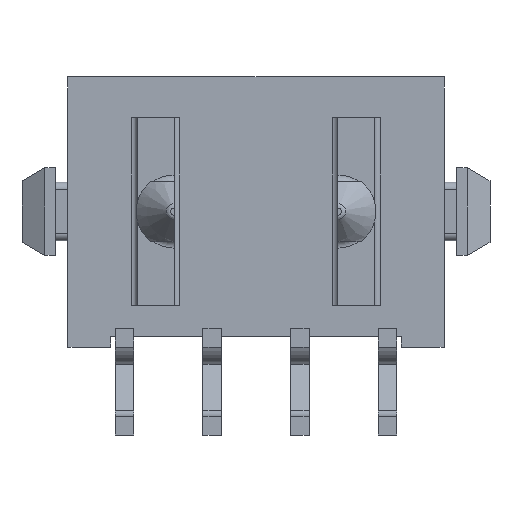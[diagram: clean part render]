
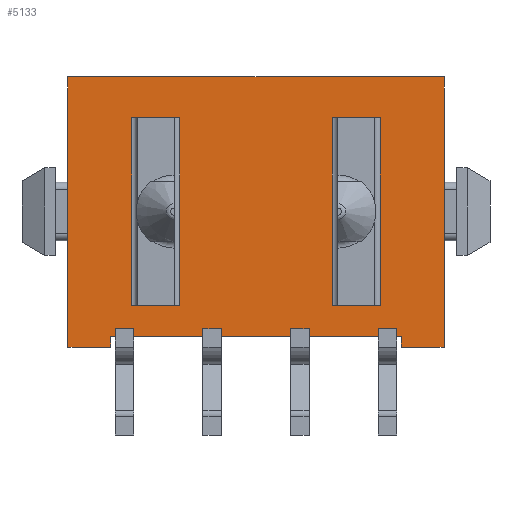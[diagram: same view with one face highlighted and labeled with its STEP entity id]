
A CAD part, front view. The second image highlights one B-rep face of the part: STEP entity #5133.
In plain terms, the highlighted planar face has unit normal (0, -1, 0).
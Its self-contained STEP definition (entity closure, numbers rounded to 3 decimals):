
#158=DIRECTION('',(-1.,0.,0.));
#159=VECTOR('',#158,12.86);
#160=CARTESIAN_POINT('',(6.43,-3.43,0.));
#161=LINE('',#160,#159);
#916=DIRECTION('',(0.,0.,-1.));
#917=VECTOR('',#916,6.4);
#918=CARTESIAN_POINT('',(-4.25,-3.43,-1.4));
#919=LINE('',#918,#917);
#920=DIRECTION('',(0.,0.,1.));
#921=VECTOR('',#920,6.4);
#922=CARTESIAN_POINT('',(-2.6,-3.43,-7.8));
#923=LINE('',#922,#921);
#924=DIRECTION('',(0.,0.,-1.));
#925=VECTOR('',#924,6.4);
#926=CARTESIAN_POINT('',(2.6,-3.43,-1.4));
#927=LINE('',#926,#925);
#928=DIRECTION('',(0.,0.,1.));
#929=VECTOR('',#928,6.4);
#930=CARTESIAN_POINT('',(4.25,-3.43,-7.8));
#931=LINE('',#930,#929);
#932=DIRECTION('',(0.,0.,1.));
#933=VECTOR('',#932,0.045);
#934=CARTESIAN_POINT('',(-4.18,-3.43,-8.87));
#935=LINE('',#934,#933);
#936=DIRECTION('',(-1.,0.,0.));
#937=VECTOR('',#936,0.64);
#938=CARTESIAN_POINT('',(-4.18,-3.43,-8.825));
#939=LINE('',#938,#937);
#940=DIRECTION('',(0.,0.,1.));
#941=VECTOR('',#940,0.045);
#942=CARTESIAN_POINT('',(-4.82,-3.43,-8.87));
#943=LINE('',#942,#941);
#944=DIRECTION('',(1.,0.,0.));
#945=VECTOR('',#944,0.145);
#946=CARTESIAN_POINT('',(-4.965,-3.43,-8.87));
#947=LINE('',#946,#945);
#948=DIRECTION('',(0.,0.,1.));
#949=VECTOR('',#948,0.37);
#950=CARTESIAN_POINT('',(-4.965,-3.43,-9.24));
#951=LINE('',#950,#949);
#952=DIRECTION('',(0.,0.,1.));
#953=VECTOR('',#952,9.24);
#954=CARTESIAN_POINT('',(-6.43,-3.43,-9.24));
#955=LINE('',#954,#953);
#956=DIRECTION('',(0.,0.,-1.));
#957=VECTOR('',#956,9.24);
#958=CARTESIAN_POINT('',(6.43,-3.43,0.));
#959=LINE('',#958,#957);
#960=DIRECTION('',(0.,0.,1.));
#961=VECTOR('',#960,0.37);
#962=CARTESIAN_POINT('',(4.965,-3.43,-9.24));
#963=LINE('',#962,#961);
#964=DIRECTION('',(1.,0.,0.));
#965=VECTOR('',#964,0.145);
#966=CARTESIAN_POINT('',(4.82,-3.43,-8.87));
#967=LINE('',#966,#965);
#968=DIRECTION('',(0.,0.,-1.));
#969=VECTOR('',#968,0.045);
#970=CARTESIAN_POINT('',(4.82,-3.43,-8.825));
#971=LINE('',#970,#969);
#972=DIRECTION('',(-1.,0.,0.));
#973=VECTOR('',#972,0.64);
#974=CARTESIAN_POINT('',(4.82,-3.43,-8.825));
#975=LINE('',#974,#973);
#976=DIRECTION('',(0.,0.,-1.));
#977=VECTOR('',#976,0.045);
#978=CARTESIAN_POINT('',(4.18,-3.43,-8.825));
#979=LINE('',#978,#977);
#980=DIRECTION('',(1.,0.,0.));
#981=VECTOR('',#980,2.36);
#982=CARTESIAN_POINT('',(1.82,-3.43,-8.87));
#983=LINE('',#982,#981);
#984=DIRECTION('',(0.,0.,1.));
#985=VECTOR('',#984,0.045);
#986=CARTESIAN_POINT('',(1.82,-3.43,-8.87));
#987=LINE('',#986,#985);
#988=DIRECTION('',(-1.,0.,0.));
#989=VECTOR('',#988,0.64);
#990=CARTESIAN_POINT('',(1.82,-3.43,-8.825));
#991=LINE('',#990,#989);
#992=DIRECTION('',(0.,0.,1.));
#993=VECTOR('',#992,0.045);
#994=CARTESIAN_POINT('',(1.18,-3.43,-8.87));
#995=LINE('',#994,#993);
#996=DIRECTION('',(1.,0.,0.));
#997=VECTOR('',#996,2.36);
#998=CARTESIAN_POINT('',(-1.18,-3.43,-8.87));
#999=LINE('',#998,#997);
#1000=DIRECTION('',(0.,0.,1.));
#1001=VECTOR('',#1000,0.045);
#1002=CARTESIAN_POINT('',(-1.18,-3.43,-8.87));
#1003=LINE('',#1002,#1001);
#1004=DIRECTION('',(-1.,0.,0.));
#1005=VECTOR('',#1004,0.64);
#1006=CARTESIAN_POINT('',(-1.18,-3.43,-8.825));
#1007=LINE('',#1006,#1005);
#1008=DIRECTION('',(0.,0.,1.));
#1009=VECTOR('',#1008,0.045);
#1010=CARTESIAN_POINT('',(-1.82,-3.43,-8.87));
#1011=LINE('',#1010,#1009);
#1012=DIRECTION('',(1.,0.,0.));
#1013=VECTOR('',#1012,2.36);
#1014=CARTESIAN_POINT('',(-4.18,-3.43,-8.87));
#1015=LINE('',#1014,#1013);
#1026=DIRECTION('',(1.,0.,0.));
#1027=VECTOR('',#1026,1.65);
#1028=CARTESIAN_POINT('',(-4.25,-3.43,-1.4));
#1029=LINE('',#1028,#1027);
#1366=DIRECTION('',(-1.,0.,0.));
#1367=VECTOR('',#1366,1.65);
#1368=CARTESIAN_POINT('',(4.25,-3.43,-7.8));
#1369=LINE('',#1368,#1367);
#1384=DIRECTION('',(1.,0.,0.));
#1385=VECTOR('',#1384,1.65);
#1386=CARTESIAN_POINT('',(2.6,-3.43,-1.4));
#1387=LINE('',#1386,#1385);
#1420=DIRECTION('',(-1.,0.,0.));
#1421=VECTOR('',#1420,1.65);
#1422=CARTESIAN_POINT('',(-2.6,-3.43,-7.8));
#1423=LINE('',#1422,#1421);
#2870=DIRECTION('',(-1.,0.,0.));
#2871=VECTOR('',#2870,1.465);
#2872=CARTESIAN_POINT('',(-4.965,-3.43,-9.24));
#2873=LINE('',#2872,#2871);
#2894=DIRECTION('',(-1.,0.,0.));
#2895=VECTOR('',#2894,1.465);
#2896=CARTESIAN_POINT('',(6.43,-3.43,-9.24));
#2897=LINE('',#2896,#2895);
#3342=CARTESIAN_POINT('',(6.43,-3.43,0.));
#3343=CARTESIAN_POINT('',(-6.43,-3.43,0.));
#3344=VERTEX_POINT('',#3342);
#3345=VERTEX_POINT('',#3343);
#3546=CARTESIAN_POINT('',(-6.43,-3.43,-9.24));
#3548=VERTEX_POINT('',#3546);
#3551=CARTESIAN_POINT('',(6.43,-3.43,-9.24));
#3553=VERTEX_POINT('',#3551);
#3594=CARTESIAN_POINT('',(4.82,-3.43,-8.825));
#3595=CARTESIAN_POINT('',(4.82,-3.43,-8.87));
#3596=VERTEX_POINT('',#3594);
#3597=VERTEX_POINT('',#3595);
#3598=CARTESIAN_POINT('',(4.18,-3.43,-8.825));
#3599=CARTESIAN_POINT('',(4.18,-3.43,-8.87));
#3600=VERTEX_POINT('',#3598);
#3601=VERTEX_POINT('',#3599);
#3782=CARTESIAN_POINT('',(-4.25,-3.43,-1.4));
#3783=CARTESIAN_POINT('',(-4.25,-3.43,-7.8));
#3784=VERTEX_POINT('',#3782);
#3785=VERTEX_POINT('',#3783);
#3790=CARTESIAN_POINT('',(2.6,-3.43,-1.4));
#3791=CARTESIAN_POINT('',(2.6,-3.43,-7.8));
#3792=VERTEX_POINT('',#3790);
#3793=VERTEX_POINT('',#3791);
#3798=CARTESIAN_POINT('',(4.25,-3.43,-7.8));
#3799=CARTESIAN_POINT('',(4.25,-3.43,-1.4));
#3800=VERTEX_POINT('',#3798);
#3801=VERTEX_POINT('',#3799);
#3806=CARTESIAN_POINT('',(-2.6,-3.43,-7.8));
#3807=CARTESIAN_POINT('',(-2.6,-3.43,-1.4));
#3808=VERTEX_POINT('',#3806);
#3809=VERTEX_POINT('',#3807);
#3926=CARTESIAN_POINT('',(-4.965,-3.43,-9.24));
#3927=CARTESIAN_POINT('',(-4.965,-3.43,-8.87));
#3928=VERTEX_POINT('',#3926);
#3929=VERTEX_POINT('',#3927);
#3930=CARTESIAN_POINT('',(4.965,-3.43,-9.24));
#3931=CARTESIAN_POINT('',(4.965,-3.43,-8.87));
#3932=VERTEX_POINT('',#3930);
#3933=VERTEX_POINT('',#3931);
#4050=CARTESIAN_POINT('',(1.82,-3.43,-8.87));
#4051=CARTESIAN_POINT('',(1.82,-3.43,-8.825));
#4052=VERTEX_POINT('',#4050);
#4053=VERTEX_POINT('',#4051);
#4054=CARTESIAN_POINT('',(1.18,-3.43,-8.87));
#4055=CARTESIAN_POINT('',(1.18,-3.43,-8.825));
#4056=VERTEX_POINT('',#4054);
#4057=VERTEX_POINT('',#4055);
#4182=CARTESIAN_POINT('',(-1.18,-3.43,-8.87));
#4183=CARTESIAN_POINT('',(-1.18,-3.43,-8.825));
#4184=VERTEX_POINT('',#4182);
#4185=VERTEX_POINT('',#4183);
#4186=CARTESIAN_POINT('',(-1.82,-3.43,-8.87));
#4187=CARTESIAN_POINT('',(-1.82,-3.43,-8.825));
#4188=VERTEX_POINT('',#4186);
#4189=VERTEX_POINT('',#4187);
#4314=CARTESIAN_POINT('',(-4.18,-3.43,-8.87));
#4315=CARTESIAN_POINT('',(-4.18,-3.43,-8.825));
#4316=VERTEX_POINT('',#4314);
#4317=VERTEX_POINT('',#4315);
#4318=CARTESIAN_POINT('',(-4.82,-3.43,-8.87));
#4319=CARTESIAN_POINT('',(-4.82,-3.43,-8.825));
#4320=VERTEX_POINT('',#4318);
#4321=VERTEX_POINT('',#4319);
#5066=CARTESIAN_POINT('',(6.43,-3.43,0.));
#5067=DIRECTION('',(0.,-1.,0.));
#5068=DIRECTION('',(-1.,0.,0.));
#5069=AXIS2_PLACEMENT_3D('',#5066,#5067,#5068);
#5070=PLANE('',#5069);
#5071=ORIENTED_EDGE('',*,*,#4597,.T.);
#5073=ORIENTED_EDGE('',*,*,#5072,.T.);
#5075=ORIENTED_EDGE('',*,*,#5074,.F.);
#5076=ORIENTED_EDGE('',*,*,#4871,.F.);
#5078=ORIENTED_EDGE('',*,*,#5077,.F.);
#5080=ORIENTED_EDGE('',*,*,#5079,.T.);
#5081=ORIENTED_EDGE('',*,*,#5033,.T.);
#5082=ORIENTED_EDGE('',*,*,#4365,.F.);
#5084=ORIENTED_EDGE('',*,*,#5083,.T.);
#5086=ORIENTED_EDGE('',*,*,#5085,.T.);
#5088=ORIENTED_EDGE('',*,*,#5087,.T.);
#5089=ORIENTED_EDGE('',*,*,#4832,.F.);
#5091=ORIENTED_EDGE('',*,*,#5090,.F.);
#5093=ORIENTED_EDGE('',*,*,#5092,.T.);
#5095=ORIENTED_EDGE('',*,*,#5094,.T.);
#5096=ORIENTED_EDGE('',*,*,#4824,.F.);
#5098=ORIENTED_EDGE('',*,*,#5097,.T.);
#5100=ORIENTED_EDGE('',*,*,#5099,.T.);
#5102=ORIENTED_EDGE('',*,*,#5101,.F.);
#5103=ORIENTED_EDGE('',*,*,#4816,.F.);
#5105=ORIENTED_EDGE('',*,*,#5104,.T.);
#5107=ORIENTED_EDGE('',*,*,#5106,.T.);
#5109=ORIENTED_EDGE('',*,*,#5108,.F.);
#5110=ORIENTED_EDGE('',*,*,#4808,.F.);
#5111=EDGE_LOOP('',(#5071,#5073,#5075,#5076,#5078,#5080,#5081,#5082,#5084,#5086,
#5088,#5089,#5091,#5093,#5095,#5096,#5098,#5100,#5102,#5103,#5105,#5107,#5109,
#5110));
#5112=FACE_OUTER_BOUND('',#5111,.F.);
#5114=ORIENTED_EDGE('',*,*,#5113,.T.);
#5116=ORIENTED_EDGE('',*,*,#5115,.F.);
#5118=ORIENTED_EDGE('',*,*,#5117,.T.);
#5120=ORIENTED_EDGE('',*,*,#5119,.F.);
#5121=EDGE_LOOP('',(#5114,#5116,#5118,#5120));
#5122=FACE_BOUND('',#5121,.F.);
#5124=ORIENTED_EDGE('',*,*,#5123,.T.);
#5126=ORIENTED_EDGE('',*,*,#5125,.F.);
#5128=ORIENTED_EDGE('',*,*,#5127,.T.);
#5130=ORIENTED_EDGE('',*,*,#5129,.F.);
#5131=EDGE_LOOP('',(#5124,#5126,#5128,#5130));
#5132=FACE_BOUND('',#5131,.F.);
#4365=EDGE_CURVE('',#3344,#3345,#161,.T.);
#4597=EDGE_CURVE('',#4316,#4317,#935,.T.);
#4808=EDGE_CURVE('',#4316,#4188,#1015,.T.);
#4816=EDGE_CURVE('',#4184,#4056,#999,.T.);
#4824=EDGE_CURVE('',#4052,#3601,#983,.T.);
#4832=EDGE_CURVE('',#3597,#3933,#967,.T.);
#4871=EDGE_CURVE('',#3929,#4320,#947,.T.);
#5033=EDGE_CURVE('',#3548,#3345,#955,.T.);
#5072=EDGE_CURVE('',#4317,#4321,#939,.T.);
#5074=EDGE_CURVE('',#4320,#4321,#943,.T.);
#5077=EDGE_CURVE('',#3928,#3929,#951,.T.);
#5079=EDGE_CURVE('',#3928,#3548,#2873,.T.);
#5083=EDGE_CURVE('',#3344,#3553,#959,.T.);
#5085=EDGE_CURVE('',#3553,#3932,#2897,.T.);
#5087=EDGE_CURVE('',#3932,#3933,#963,.T.);
#5090=EDGE_CURVE('',#3596,#3597,#971,.T.);
#5092=EDGE_CURVE('',#3596,#3600,#975,.T.);
#5094=EDGE_CURVE('',#3600,#3601,#979,.T.);
#5097=EDGE_CURVE('',#4052,#4053,#987,.T.);
#5099=EDGE_CURVE('',#4053,#4057,#991,.T.);
#5101=EDGE_CURVE('',#4056,#4057,#995,.T.);
#5104=EDGE_CURVE('',#4184,#4185,#1003,.T.);
#5106=EDGE_CURVE('',#4185,#4189,#1007,.T.);
#5108=EDGE_CURVE('',#4188,#4189,#1011,.T.);
#5113=EDGE_CURVE('',#3792,#3793,#927,.T.);
#5115=EDGE_CURVE('',#3800,#3793,#1369,.T.);
#5117=EDGE_CURVE('',#3800,#3801,#931,.T.);
#5119=EDGE_CURVE('',#3792,#3801,#1387,.T.);
#5123=EDGE_CURVE('',#3784,#3785,#919,.T.);
#5125=EDGE_CURVE('',#3808,#3785,#1423,.T.);
#5127=EDGE_CURVE('',#3808,#3809,#923,.T.);
#5129=EDGE_CURVE('',#3784,#3809,#1029,.T.);
#5133=ADVANCED_FACE('',(#5112,#5122,#5132),#5070,.T.);
